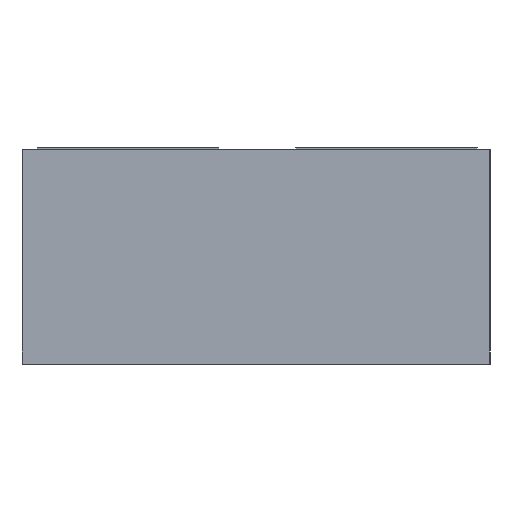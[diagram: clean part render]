
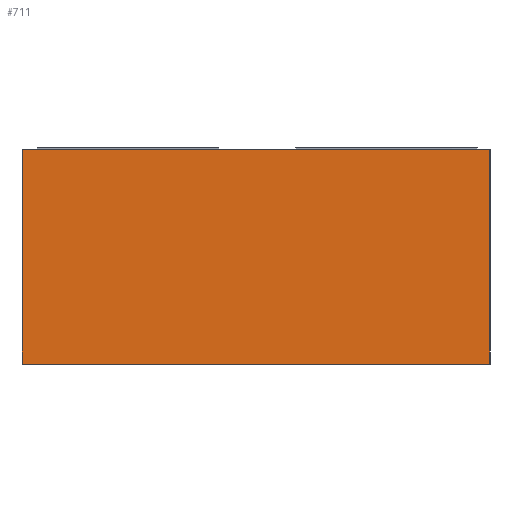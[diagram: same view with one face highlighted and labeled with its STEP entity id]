
A CAD part, left-side view. The second image highlights one B-rep face of the part: STEP entity #711.
In plain terms, the highlighted planar face has unit normal (-1, 0, 0).
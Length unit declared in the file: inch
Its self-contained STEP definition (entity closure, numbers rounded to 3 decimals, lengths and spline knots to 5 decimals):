
#42 = VECTOR ( 'NONE', #605, 39.37008 ) ;
#87 = CARTESIAN_POINT ( 'NONE',  ( -0.014, -0.005, 0. ) ) ;
#90 = EDGE_LOOP ( 'NONE', ( #581, #156, #428, #376 ) ) ;
#120 = VECTOR ( 'NONE', #740, 39.37008 ) ;
#124 = LINE ( 'NONE', #279, #42 ) ;
#156 = ORIENTED_EDGE ( 'NONE', *, *, #573, .F. ) ;
#162 = DIRECTION ( 'NONE',  ( 0., 0., 1. ) ) ;
#165 = LINE ( 'NONE', #620, #833 ) ;
#167 = DIRECTION ( 'NONE',  ( 0., 0., 1. ) ) ;
#229 = LINE ( 'NONE', #87, #120 ) ;
#236 = CARTESIAN_POINT ( 'NONE',  ( -0.014, -0.005, -0.084 ) ) ;
#239 = CARTESIAN_POINT ( 'NONE',  ( -0.014, -0.005, 0. ) ) ;
#244 = FACE_OUTER_BOUND ( 'NONE', #90, .T. ) ;
#262 = EDGE_CURVE ( 'NONE', #504, #739, #229, .T. ) ;
#279 = CARTESIAN_POINT ( 'NONE',  ( -0.014, -0.005, -0.084 ) ) ;
#348 = LINE ( 'NONE', #351, #509 ) ;
#351 = CARTESIAN_POINT ( 'NONE',  ( -0.014, 0.178, -0.084 ) ) ;
#365 = DIRECTION ( 'NONE',  ( -1., 0., 0. ) ) ;
#376 = ORIENTED_EDGE ( 'NONE', *, *, #395, .T. ) ;
#377 = EDGE_CURVE ( 'NONE', #749, #830, #124, .T. ) ;
#395 = EDGE_CURVE ( 'NONE', #830, #739, #165, .T. ) ;
#428 = ORIENTED_EDGE ( 'NONE', *, *, #377, .T. ) ;
#493 = PLANE ( 'NONE',  #799 ) ;
#504 = VERTEX_POINT ( 'NONE', #553 ) ;
#509 = VECTOR ( 'NONE', #162, 39.37008 ) ;
#553 = CARTESIAN_POINT ( 'NONE',  ( -0.014, 0.178, 0. ) ) ;
#573 = EDGE_CURVE ( 'NONE', #749, #504, #348, .T. ) ;
#581 = ORIENTED_EDGE ( 'NONE', *, *, #262, .F. ) ;
#605 = DIRECTION ( 'NONE',  ( 0., -1., 0. ) ) ;
#620 = CARTESIAN_POINT ( 'NONE',  ( -0.014, -0.005, -0.084 ) ) ;
#709 = CARTESIAN_POINT ( 'NONE',  ( -0.014, -0.005, -0.084 ) ) ;
#711 = ADVANCED_FACE ( 'NONE', ( #244 ), #493, .T. ) ;
#739 = VERTEX_POINT ( 'NONE', #239 ) ;
#740 = DIRECTION ( 'NONE',  ( 0., -1., 0. ) ) ;
#749 = VERTEX_POINT ( 'NONE', #819 ) ;
#799 = AXIS2_PLACEMENT_3D ( 'NONE', #236, #365, #823 ) ;
#819 = CARTESIAN_POINT ( 'NONE',  ( -0.014, 0.178, -0.084 ) ) ;
#823 = DIRECTION ( 'NONE',  ( 0., 0., 1. ) ) ;
#830 = VERTEX_POINT ( 'NONE', #709 ) ;
#833 = VECTOR ( 'NONE', #167, 39.37008 ) ;
